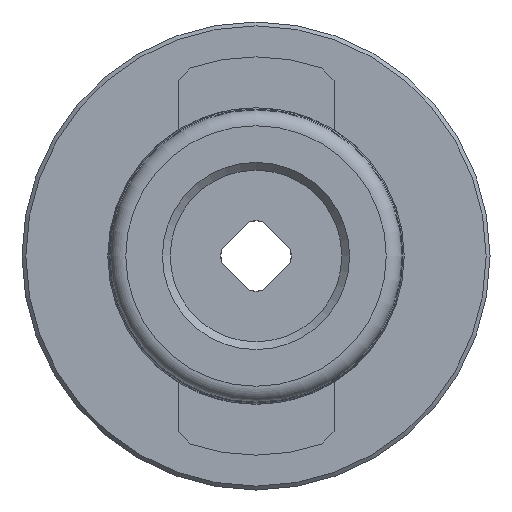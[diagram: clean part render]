
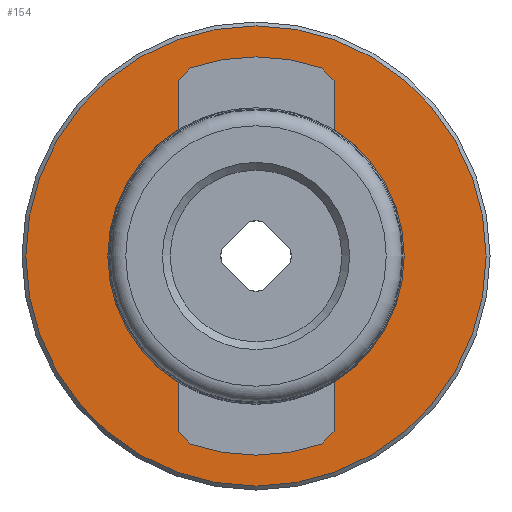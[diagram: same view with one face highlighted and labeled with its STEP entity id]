
A CAD part, left-side view. The second image highlights one B-rep face of the part: STEP entity #154.
In plain terms, the highlighted planar face has unit normal (-1, 0, 0).
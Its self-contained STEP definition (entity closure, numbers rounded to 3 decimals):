
#154 = ADVANCED_FACE( '', ( #321, #322 ), #323, .T. );
#321 = FACE_OUTER_BOUND( '', #480, .T. );
#322 = FACE_BOUND( '', #481, .T. );
#323 = PLANE( '', #482 );
#480 = EDGE_LOOP( '', ( #816 ) );
#481 = EDGE_LOOP( '', ( #817, #818, #819, #820, #821, #822, #823, #824, #825, #826, #827, #828 ) );
#482 = AXIS2_PLACEMENT_3D( '', #829, #830, #831 );
#816 = ORIENTED_EDGE( '', *, *, #926, .T. );
#817 = ORIENTED_EDGE( '', *, *, #935, .F. );
#818 = ORIENTED_EDGE( '', *, *, #952, .T. );
#819 = ORIENTED_EDGE( '', *, *, #916, .F. );
#820 = ORIENTED_EDGE( '', *, *, #877, .F. );
#821 = ORIENTED_EDGE( '', *, *, #851, .F. );
#822 = ORIENTED_EDGE( '', *, *, #954, .T. );
#823 = ORIENTED_EDGE( '', *, *, #920, .F. );
#824 = ORIENTED_EDGE( '', *, *, #874, .T. );
#825 = ORIENTED_EDGE( '', *, *, #912, .F. );
#826 = ORIENTED_EDGE( '', *, *, #949, .F. );
#827 = ORIENTED_EDGE( '', *, *, #861, .F. );
#828 = ORIENTED_EDGE( '', *, *, #932, .T. );
#829 = CARTESIAN_POINT( '', ( 4., 12.767, 0. ) );
#830 = DIRECTION( '', ( -1., 0., 0. ) );
#831 = DIRECTION( '', ( 0., 0., 1. ) );
#851 = EDGE_CURVE( '', #992, #994, #995, .T. );
#861 = EDGE_CURVE( '', #1008, #1010, #1011, .T. );
#874 = EDGE_CURVE( '', #1032, #1030, #1033, .T. );
#877 = EDGE_CURVE( '', #994, #1036, #1037, .T. );
#912 = EDGE_CURVE( '', #1090, #1030, #1091, .T. );
#916 = EDGE_CURVE( '', #1036, #1096, #1097, .T. );
#920 = EDGE_CURVE( '', #1032, #1102, #1103, .T. );
#926 = EDGE_CURVE( '', #1111, #1111, #1112, .T. );
#932 = EDGE_CURVE( '', #1008, #1120, #1121, .F. );
#935 = EDGE_CURVE( '', #1124, #1120, #1125, .T. );
#949 = EDGE_CURVE( '', #1010, #1090, #1140, .T. );
#952 = EDGE_CURVE( '', #1124, #1096, #1143, .T. );
#954 = EDGE_CURVE( '', #992, #1102, #1145, .F. );
#992 = VERTEX_POINT( '', #1188 );
#994 = VERTEX_POINT( '', #1191 );
#995 = LINE( '', #1192, #1193 );
#1008 = VERTEX_POINT( '', #1208 );
#1010 = VERTEX_POINT( '', #1211 );
#1011 = LINE( '', #1212, #1213 );
#1030 = VERTEX_POINT( '', #1236 );
#1032 = VERTEX_POINT( '', #1239 );
#1033 = LINE( '', #1240, #1241 );
#1036 = VERTEX_POINT( '', #1245 );
#1037 = CIRCLE( '', #1246, 9.25 );
#1090 = VERTEX_POINT( '', #1314 );
#1091 = LINE( '', #1315, #1316 );
#1096 = VERTEX_POINT( '', #1323 );
#1097 = LINE( '', #1324, #1325 );
#1102 = VERTEX_POINT( '', #1332 );
#1103 = CIRCLE( '', #1333, 12.767 );
#1111 = VERTEX_POINT( '', #1342 );
#1112 = CIRCLE( '', #1343, 14.75 );
#1120 = VERTEX_POINT( '', #1353 );
#1121 = LINE( '', #1354, #1355 );
#1124 = VERTEX_POINT( '', #1359 );
#1125 = CIRCLE( '', #1360, 12.767 );
#1140 = CIRCLE( '', #1378, 9.25 );
#1143 = LINE( '', #1381, #1382 );
#1145 = LINE( '', #1384, #1385 );
#1188 = CARTESIAN_POINT( '', ( 4., 5., 11.247 ) );
#1191 = CARTESIAN_POINT( '', ( 4., 5., 7.782 ) );
#1192 = CARTESIAN_POINT( '', ( 4., 5., 15.407 ) );
#1193 = VECTOR( '', #1423, 1000. );
#1208 = CARTESIAN_POINT( '', ( 4., -5., -11.247 ) );
#1211 = CARTESIAN_POINT( '', ( 4., -5., -7.782 ) );
#1212 = CARTESIAN_POINT( '', ( 4., -5., -7.782 ) );
#1213 = VECTOR( '', #1439, 1000. );
#1236 = CARTESIAN_POINT( '', ( 4., -5., 11.247 ) );
#1239 = CARTESIAN_POINT( '', ( 4., -4.186, 12.061 ) );
#1240 = CARTESIAN_POINT( '', ( 4., -4.186, 12.061 ) );
#1241 = VECTOR( '', #1454, 1000. );
#1245 = CARTESIAN_POINT( '', ( 4., 5., -7.782 ) );
#1246 = AXIS2_PLACEMENT_3D( '', #1456, #1457, #1458 );
#1314 = CARTESIAN_POINT( '', ( 4., -5., 7.782 ) );
#1315 = CARTESIAN_POINT( '', ( 4., -5., 7.782 ) );
#1316 = VECTOR( '', #1504, 1000. );
#1323 = CARTESIAN_POINT( '', ( 4., 5., -11.247 ) );
#1324 = CARTESIAN_POINT( '', ( 4., 5., -15.407 ) );
#1325 = VECTOR( '', #1507, 1000. );
#1332 = CARTESIAN_POINT( '', ( 4., 4.186, 12.061 ) );
#1333 = AXIS2_PLACEMENT_3D( '', #1510, #1511, #1512 );
#1342 = CARTESIAN_POINT( '', ( 4., 0., 14.75 ) );
#1343 = AXIS2_PLACEMENT_3D( '', #1520, #1521, #1522 );
#1353 = CARTESIAN_POINT( '', ( 4., -4.186, -12.061 ) );
#1354 = CARTESIAN_POINT( '', ( 4., -4.186, -12.061 ) );
#1355 = VECTOR( '', #1528, 1000. );
#1359 = CARTESIAN_POINT( '', ( 4., 4.186, -12.061 ) );
#1360 = AXIS2_PLACEMENT_3D( '', #1530, #1531, #1532 );
#1378 = AXIS2_PLACEMENT_3D( '', #1548, #1549, #1550 );
#1381 = CARTESIAN_POINT( '', ( 4., 4.186, -12.061 ) );
#1382 = VECTOR( '', #1551, 1000. );
#1384 = CARTESIAN_POINT( '', ( 4., 4.186, 12.061 ) );
#1385 = VECTOR( '', #1552, 1000. );
#1423 = DIRECTION( '', ( 0., 0., -1. ) );
#1439 = DIRECTION( '', ( 0., 0., 1. ) );
#1454 = DIRECTION( '', ( 0., -0.707, -0.707 ) );
#1456 = CARTESIAN_POINT( '', ( 4., 0., 0. ) );
#1457 = DIRECTION( '', ( -1., 0., 0. ) );
#1458 = DIRECTION( '', ( 0., -1., 0. ) );
#1504 = DIRECTION( '', ( 0., 0., 1. ) );
#1507 = DIRECTION( '', ( 0., 0., -1. ) );
#1510 = CARTESIAN_POINT( '', ( 4., 0., 0. ) );
#1511 = DIRECTION( '', ( -1., 0., 0. ) );
#1512 = DIRECTION( '', ( 0., 0., 1. ) );
#1520 = CARTESIAN_POINT( '', ( 4., 0., 0. ) );
#1521 = DIRECTION( '', ( -1., 0., 0. ) );
#1522 = DIRECTION( '', ( 0., 0., 1. ) );
#1528 = DIRECTION( '', ( 0., -0.707, 0.707 ) );
#1530 = CARTESIAN_POINT( '', ( 4., 0., 0. ) );
#1531 = DIRECTION( '', ( -1., 0., 0. ) );
#1532 = DIRECTION( '', ( 0., 0., 1. ) );
#1548 = CARTESIAN_POINT( '', ( 4., 0., 0. ) );
#1549 = DIRECTION( '', ( -1., 0., 0. ) );
#1550 = DIRECTION( '', ( 0., 1., 0. ) );
#1551 = DIRECTION( '', ( 0., 0.707, 0.707 ) );
#1552 = DIRECTION( '', ( 0., 0.707, -0.707 ) );
